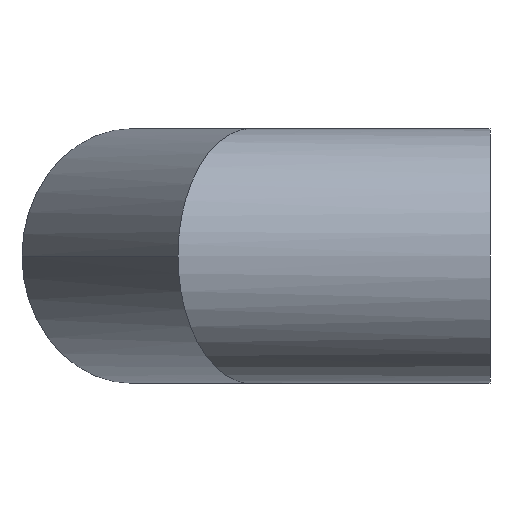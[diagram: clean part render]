
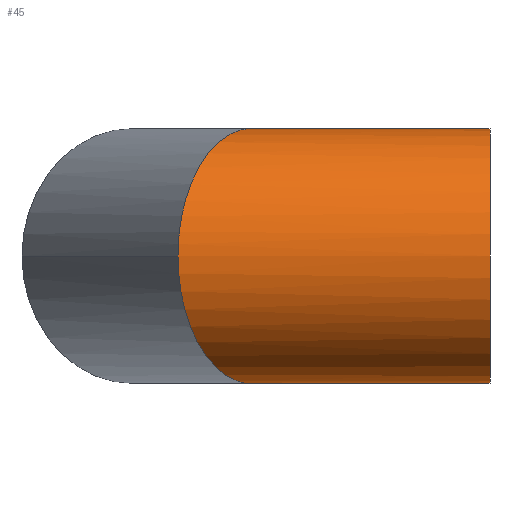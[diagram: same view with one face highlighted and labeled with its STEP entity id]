
A CAD part, left-side view. The second image highlights one B-rep face of the part: STEP entity #45.
In plain terms, the highlighted cylindrical face has radius 125 mm (diameter 250 mm), a partial arc.
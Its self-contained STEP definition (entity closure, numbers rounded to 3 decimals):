
#10 = DIRECTION ( 'NONE',  ( 0., 0., 1. ) ) ;
#15 = ORIENTED_EDGE ( 'NONE', *, *, #19, .T. ) ;
#19 = EDGE_CURVE ( 'NONE', #376, #368, #350, .T. ) ;
#20 = DIRECTION ( 'NONE',  ( 0., 1., 0. ) ) ;
#30 = CARTESIAN_POINT ( 'NONE',  ( 0., 0., -125. ) ) ;
#38 = DIRECTION ( 'NONE',  ( 0., 1., 0. ) ) ;
#42 = CIRCLE ( 'NONE', #310, 125. ) ;
#45 = ADVANCED_FACE ( 'NONE', ( #48 ), #167, .T. ) ;
#48 = FACE_OUTER_BOUND ( 'NONE', #290, .T. ) ;
#93 = CARTESIAN_POINT ( 'NONE',  ( -125., 306.169, -73.223 ) ) ;
#101 = DIRECTION ( 'NONE',  ( 0., 1., 0. ) ) ;
#102 = EDGE_CURVE ( 'NONE', #200, #279, #42, .T. ) ;
#106 = CARTESIAN_POINT ( 'NONE',  ( -125., 306.169, 73.223 ) ) ;
#107 = VECTOR ( 'NONE', #321, 1000. ) ;
#108 =( BOUNDED_CURVE ( )  B_SPLINE_CURVE ( 3, ( #128, #93, #334, #215 ),
 .UNSPECIFIED., .F., .T. ) 
 B_SPLINE_CURVE_WITH_KNOTS ( ( 4, 4 ),
 ( 0., 1.571 ),
 .UNSPECIFIED. ) 
 CURVE ( )  GEOMETRIC_REPRESENTATION_ITEM ( )  RATIONAL_B_SPLINE_CURVE ( ( 1., 0.805, 0.805, 1. ) ) 
 REPRESENTATION_ITEM ( '' )  );
#110 = CARTESIAN_POINT ( 'NONE',  ( 0., 0., 125. ) ) ;
#128 = CARTESIAN_POINT ( 'NONE',  ( -125., 306.169, 0. ) ) ;
#157 = CARTESIAN_POINT ( 'NONE',  ( 0., 0., 125. ) ) ;
#161 = ORIENTED_EDGE ( 'NONE', *, *, #308, .T. ) ;
#165 = CARTESIAN_POINT ( 'NONE',  ( 0., 234., 125. ) ) ;
#167 = CYLINDRICAL_SURFACE ( 'NONE', #317, 125. ) ;
#191 = CARTESIAN_POINT ( 'NONE',  ( 0., 0., 0. ) ) ;
#200 = VERTEX_POINT ( 'NONE', #206 ) ;
#206 = CARTESIAN_POINT ( 'NONE',  ( 0., 0., -125. ) ) ;
#214 = ORIENTED_EDGE ( 'NONE', *, *, #271, .T. ) ;
#215 = CARTESIAN_POINT ( 'NONE',  ( 0., 234., -125. ) ) ;
#224 = ORIENTED_EDGE ( 'NONE', *, *, #365, .F. ) ;
#230 = CARTESIAN_POINT ( 'NONE',  ( 0., 234., -125. ) ) ;
#255 = LINE ( 'NONE', #30, #311 ) ;
#263 = CARTESIAN_POINT ( 'NONE',  ( 0., 234., 125. ) ) ;
#271 = EDGE_CURVE ( 'NONE', #368, #370, #108, .T. ) ;
#279 = VERTEX_POINT ( 'NONE', #157 ) ;
#285 = CARTESIAN_POINT ( 'NONE',  ( -125., 306.169, 0. ) ) ;
#287 = CARTESIAN_POINT ( 'NONE',  ( 0., 0., 0. ) ) ;
#290 = EDGE_LOOP ( 'NONE', ( #224, #352, #161, #15, #214 ) ) ;
#308 = EDGE_CURVE ( 'NONE', #279, #376, #386, .T. ) ;
#310 = AXIS2_PLACEMENT_3D ( 'NONE', #191, #38, #362 ) ;
#311 = VECTOR ( 'NONE', #20, 1000. ) ;
#317 = AXIS2_PLACEMENT_3D ( 'NONE', #287, #101, #10 ) ;
#321 = DIRECTION ( 'NONE',  ( 0., 1., 0. ) ) ;
#334 = CARTESIAN_POINT ( 'NONE',  ( -73.223, 276.275, -125. ) ) ;
#350 =( BOUNDED_CURVE ( )  B_SPLINE_CURVE ( 3, ( #165, #371, #106, #285 ),
 .UNSPECIFIED., .F., .T. ) 
 B_SPLINE_CURVE_WITH_KNOTS ( ( 4, 4 ),
 ( 4.712, 6.283 ),
 .UNSPECIFIED. ) 
 CURVE ( )  GEOMETRIC_REPRESENTATION_ITEM ( )  RATIONAL_B_SPLINE_CURVE ( ( 1., 0.805, 0.805, 1. ) ) 
 REPRESENTATION_ITEM ( '' )  );
#352 = ORIENTED_EDGE ( 'NONE', *, *, #102, .T. ) ;
#354 = CARTESIAN_POINT ( 'NONE',  ( -125., 306.169, 0. ) ) ;
#362 = DIRECTION ( 'NONE',  ( 0., 0., 1. ) ) ;
#365 = EDGE_CURVE ( 'NONE', #200, #370, #255, .T. ) ;
#368 = VERTEX_POINT ( 'NONE', #354 ) ;
#370 = VERTEX_POINT ( 'NONE', #230 ) ;
#371 = CARTESIAN_POINT ( 'NONE',  ( -73.223, 276.275, 125. ) ) ;
#376 = VERTEX_POINT ( 'NONE', #263 ) ;
#386 = LINE ( 'NONE', #110, #107 ) ;
